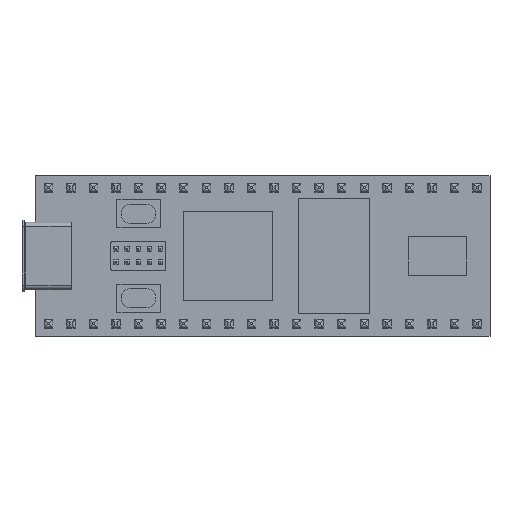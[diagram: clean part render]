
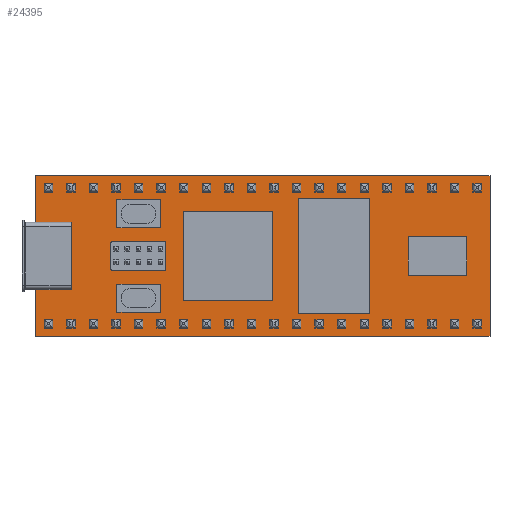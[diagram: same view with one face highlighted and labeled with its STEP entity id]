
A CAD part, top view. The second image highlights one B-rep face of the part: STEP entity #24395.
In plain terms, the highlighted planar face has unit normal (0, 0, 1).
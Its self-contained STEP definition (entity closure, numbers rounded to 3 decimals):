
#1292=FACE_OUTER_BOUND('',#2867,.T.);
#2867=EDGE_LOOP('',(#16159,#16160,#16161,#16162));
#4528=LINE('',#35415,#7481);
#4529=LINE('',#35417,#7482);
#4530=LINE('',#35419,#7483);
#4531=LINE('',#35420,#7484);
#7481=VECTOR('',#28238,10.);
#7482=VECTOR('',#28239,10.);
#7483=VECTOR('',#28240,10.);
#7484=VECTOR('',#28241,10.);
#10434=VERTEX_POINT('',#35413);
#10435=VERTEX_POINT('',#35414);
#10436=VERTEX_POINT('',#35416);
#10437=VERTEX_POINT('',#35418);
#12650=EDGE_CURVE('',#10434,#10435,#4528,.T.);
#12651=EDGE_CURVE('',#10435,#10436,#4529,.T.);
#12652=EDGE_CURVE('',#10436,#10437,#4530,.T.);
#12653=EDGE_CURVE('',#10437,#10434,#4531,.T.);
#16159=ORIENTED_EDGE('',*,*,#12650,.T.);
#16160=ORIENTED_EDGE('',*,*,#12651,.T.);
#16161=ORIENTED_EDGE('',*,*,#12652,.T.);
#16162=ORIENTED_EDGE('',*,*,#12653,.T.);
#23177=PLANE('',#26123);
#24395=ADVANCED_FACE('',(#1292),#23177,.T.);
#26123=AXIS2_PLACEMENT_3D('',#35412,#28236,#28237);
#28236=DIRECTION('center_axis',(0.,0.,1.));
#28237=DIRECTION('ref_axis',(0.,-1.,0.));
#28238=DIRECTION('',(1.,0.,0.));
#28239=DIRECTION('',(0.,1.,0.));
#28240=DIRECTION('',(-1.,0.,0.));
#28241=DIRECTION('',(0.,-1.,0.));
#35412=CARTESIAN_POINT('Origin',(-49.499,47.396,1.53));
#35413=CARTESIAN_POINT('',(-75.069,38.341,1.53));
#35414=CARTESIAN_POINT('',(-23.929,38.341,1.53));
#35415=CARTESIAN_POINT('',(-49.499,38.341,1.53));
#35416=CARTESIAN_POINT('',(-23.929,56.451,1.53));
#35417=CARTESIAN_POINT('',(-23.929,47.396,1.53));
#35418=CARTESIAN_POINT('',(-75.069,56.451,1.53));
#35419=CARTESIAN_POINT('',(-49.499,56.451,1.53));
#35420=CARTESIAN_POINT('',(-75.069,47.396,1.53));
